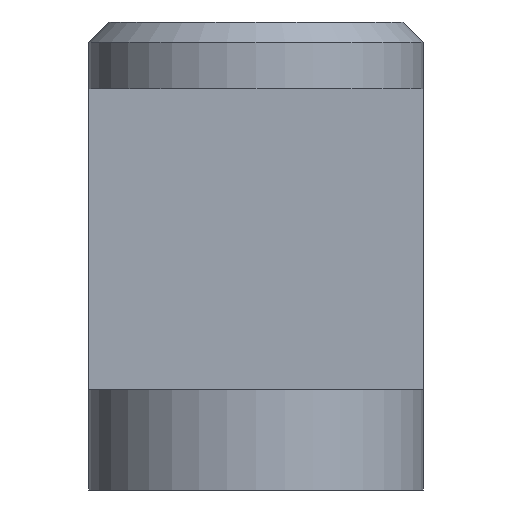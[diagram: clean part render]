
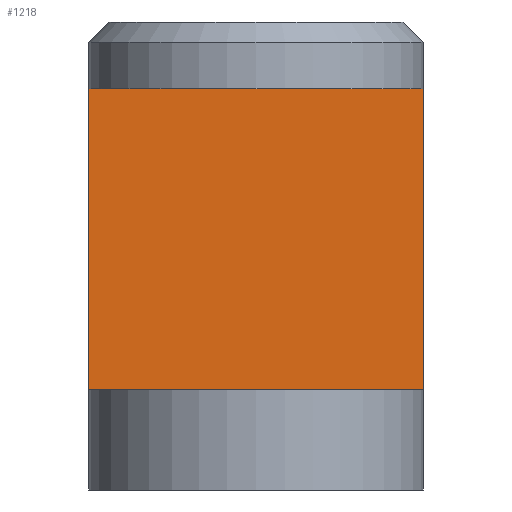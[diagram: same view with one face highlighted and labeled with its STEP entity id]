
A CAD part, front view. The second image highlights one B-rep face of the part: STEP entity #1218.
In plain terms, the highlighted planar face has unit normal (0, -1, 0).
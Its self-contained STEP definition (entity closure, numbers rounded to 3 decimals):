
#44 = PLANE('',#45);
#45 = AXIS2_PLACEMENT_3D('',#46,#47,#48);
#46 = CARTESIAN_POINT('',(-5.,-72.412,5.588));
#47 = DIRECTION('',(-1.,-0.,-0.));
#48 = DIRECTION('',(0.,0.,-1.));
#156 = PLANE('',#157);
#157 = AXIS2_PLACEMENT_3D('',#158,#159,#160);
#158 = CARTESIAN_POINT('',(5.,-72.412,5.588));
#159 = DIRECTION('',(1.,0.,0.));
#160 = DIRECTION('',(0.,0.,1.));
#297 = VERTEX_POINT('',#298);
#298 = CARTESIAN_POINT('',(-5.,-72.,3.));
#312 = PLANE('',#313);
#313 = AXIS2_PLACEMENT_3D('',#314,#315,#316);
#314 = CARTESIAN_POINT('',(-5.,-87.,3.));
#315 = DIRECTION('',(0.,0.,1.));
#316 = DIRECTION('',(1.,0.,0.));
#324 = EDGE_CURVE('',#297,#325,#327,.T.);
#325 = VERTEX_POINT('',#326);
#326 = CARTESIAN_POINT('',(-5.,-72.,12.));
#327 = SURFACE_CURVE('',#328,(#332,#339),.PCURVE_S1.);
#328 = LINE('',#329,#330);
#329 = CARTESIAN_POINT('',(-5.,-72.,3.));
#330 = VECTOR('',#331,1.);
#331 = DIRECTION('',(0.,0.,1.));
#332 = PCURVE('',#44,#333);
#333 = DEFINITIONAL_REPRESENTATION('',(#334),#338);
#334 = LINE('',#335,#336);
#335 = CARTESIAN_POINT('',(2.588,-0.412));
#336 = VECTOR('',#337,1.);
#337 = DIRECTION('',(-1.,0.));
#338 = ( GEOMETRIC_REPRESENTATION_CONTEXT(2) 
PARAMETRIC_REPRESENTATION_CONTEXT() REPRESENTATION_CONTEXT('2D SPACE',''
  ) );
#339 = PCURVE('',#340,#345);
#340 = PLANE('',#341);
#341 = AXIS2_PLACEMENT_3D('',#342,#343,#344);
#342 = CARTESIAN_POINT('',(-5.,-72.,3.));
#343 = DIRECTION('',(0.,1.,0.));
#344 = DIRECTION('',(0.,0.,1.));
#345 = DEFINITIONAL_REPRESENTATION('',(#346),#350);
#346 = LINE('',#347,#348);
#347 = CARTESIAN_POINT('',(0.,0.));
#348 = VECTOR('',#349,1.);
#349 = DIRECTION('',(1.,0.));
#350 = ( GEOMETRIC_REPRESENTATION_CONTEXT(2) 
PARAMETRIC_REPRESENTATION_CONTEXT() REPRESENTATION_CONTEXT('2D SPACE',''
  ) );
#368 = PLANE('',#369);
#369 = AXIS2_PLACEMENT_3D('',#370,#371,#372);
#370 = CARTESIAN_POINT('',(-5.,-87.,12.));
#371 = DIRECTION('',(0.,0.,1.));
#372 = DIRECTION('',(1.,0.,0.));
#726 = VERTEX_POINT('',#727);
#727 = CARTESIAN_POINT('',(5.,-72.,12.));
#748 = EDGE_CURVE('',#749,#726,#751,.T.);
#749 = VERTEX_POINT('',#750);
#750 = CARTESIAN_POINT('',(5.,-72.,3.));
#751 = SURFACE_CURVE('',#752,(#756,#763),.PCURVE_S1.);
#752 = LINE('',#753,#754);
#753 = CARTESIAN_POINT('',(5.,-72.,3.));
#754 = VECTOR('',#755,1.);
#755 = DIRECTION('',(0.,0.,1.));
#756 = PCURVE('',#156,#757);
#757 = DEFINITIONAL_REPRESENTATION('',(#758),#762);
#758 = LINE('',#759,#760);
#759 = CARTESIAN_POINT('',(-2.588,-0.412));
#760 = VECTOR('',#761,1.);
#761 = DIRECTION('',(1.,0.));
#762 = ( GEOMETRIC_REPRESENTATION_CONTEXT(2) 
PARAMETRIC_REPRESENTATION_CONTEXT() REPRESENTATION_CONTEXT('2D SPACE',''
  ) );
#763 = PCURVE('',#340,#764);
#764 = DEFINITIONAL_REPRESENTATION('',(#765),#769);
#765 = LINE('',#766,#767);
#766 = CARTESIAN_POINT('',(0.,10.));
#767 = VECTOR('',#768,1.);
#768 = DIRECTION('',(1.,0.));
#769 = ( GEOMETRIC_REPRESENTATION_CONTEXT(2) 
PARAMETRIC_REPRESENTATION_CONTEXT() REPRESENTATION_CONTEXT('2D SPACE',''
  ) );
#1141 = EDGE_CURVE('',#297,#749,#1142,.T.);
#1142 = SURFACE_CURVE('',#1143,(#1147,#1154),.PCURVE_S1.);
#1143 = LINE('',#1144,#1145);
#1144 = CARTESIAN_POINT('',(-5.,-72.,3.));
#1145 = VECTOR('',#1146,1.);
#1146 = DIRECTION('',(1.,0.,0.));
#1147 = PCURVE('',#312,#1148);
#1148 = DEFINITIONAL_REPRESENTATION('',(#1149),#1153);
#1149 = LINE('',#1150,#1151);
#1150 = CARTESIAN_POINT('',(0.,15.));
#1151 = VECTOR('',#1152,1.);
#1152 = DIRECTION('',(1.,0.));
#1153 = ( GEOMETRIC_REPRESENTATION_CONTEXT(2) 
PARAMETRIC_REPRESENTATION_CONTEXT() REPRESENTATION_CONTEXT('2D SPACE',''
  ) );
#1154 = PCURVE('',#340,#1155);
#1155 = DEFINITIONAL_REPRESENTATION('',(#1156),#1160);
#1156 = LINE('',#1157,#1158);
#1157 = CARTESIAN_POINT('',(0.,0.));
#1158 = VECTOR('',#1159,1.);
#1159 = DIRECTION('',(0.,1.));
#1160 = ( GEOMETRIC_REPRESENTATION_CONTEXT(2) 
PARAMETRIC_REPRESENTATION_CONTEXT() REPRESENTATION_CONTEXT('2D SPACE',''
  ) );
#1218 = ADVANCED_FACE('',(#1219),#340,.F.);
#1219 = FACE_BOUND('',#1220,.F.);
#1220 = EDGE_LOOP('',(#1221,#1222,#1223,#1244));
#1221 = ORIENTED_EDGE('',*,*,#1141,.F.);
#1222 = ORIENTED_EDGE('',*,*,#324,.T.);
#1223 = ORIENTED_EDGE('',*,*,#1224,.T.);
#1224 = EDGE_CURVE('',#325,#726,#1225,.T.);
#1225 = SURFACE_CURVE('',#1226,(#1230,#1237),.PCURVE_S1.);
#1226 = LINE('',#1227,#1228);
#1227 = CARTESIAN_POINT('',(-5.,-72.,12.));
#1228 = VECTOR('',#1229,1.);
#1229 = DIRECTION('',(1.,0.,0.));
#1230 = PCURVE('',#340,#1231);
#1231 = DEFINITIONAL_REPRESENTATION('',(#1232),#1236);
#1232 = LINE('',#1233,#1234);
#1233 = CARTESIAN_POINT('',(9.,0.));
#1234 = VECTOR('',#1235,1.);
#1235 = DIRECTION('',(0.,1.));
#1236 = ( GEOMETRIC_REPRESENTATION_CONTEXT(2) 
PARAMETRIC_REPRESENTATION_CONTEXT() REPRESENTATION_CONTEXT('2D SPACE',''
  ) );
#1237 = PCURVE('',#368,#1238);
#1238 = DEFINITIONAL_REPRESENTATION('',(#1239),#1243);
#1239 = LINE('',#1240,#1241);
#1240 = CARTESIAN_POINT('',(0.,15.));
#1241 = VECTOR('',#1242,1.);
#1242 = DIRECTION('',(1.,0.));
#1243 = ( GEOMETRIC_REPRESENTATION_CONTEXT(2) 
PARAMETRIC_REPRESENTATION_CONTEXT() REPRESENTATION_CONTEXT('2D SPACE',''
  ) );
#1244 = ORIENTED_EDGE('',*,*,#748,.F.);
